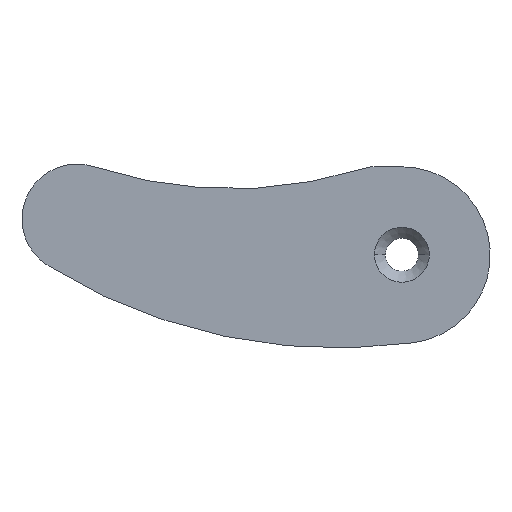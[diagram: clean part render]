
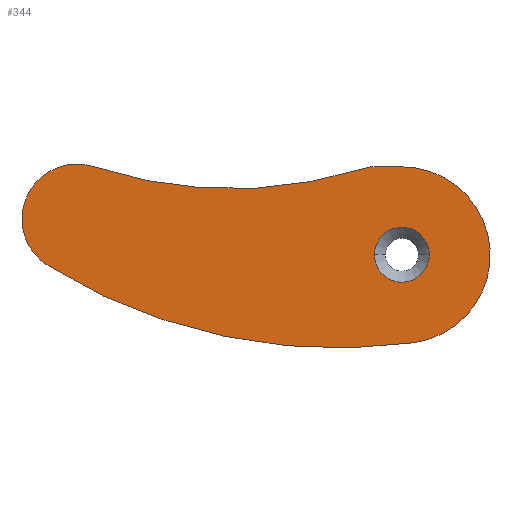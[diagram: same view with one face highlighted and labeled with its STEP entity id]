
A CAD part, front view. The second image highlights one B-rep face of the part: STEP entity #344.
In plain terms, the highlighted planar face has unit normal (0, -1, 0).
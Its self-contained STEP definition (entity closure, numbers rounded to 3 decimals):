
#61=CARTESIAN_POINT('Vertex',(0.,-3.,8.)) ;
#66=CARTESIAN_POINT('Axis2P3D Location',(0.,-3.,-0.04)) ;
#70=CARTESIAN_POINT('Vertex',(1.125,-3.,-8.)) ;
#97=CARTESIAN_POINT('Axis2P3D Location',(-5.87,-3.,41.508)) ;
#101=CARTESIAN_POINT('Vertex',(-32.195,-3.,-1.)) ;
#128=CARTESIAN_POINT('Axis2P3D Location',(-29.563,-3.,3.25)) ;
#132=CARTESIAN_POINT('Vertex',(-28.,-3.,8.)) ;
#163=CARTESIAN_POINT('Vertex',(-3.433,-3.,7.86)) ;
#173=CARTESIAN_POINT('Axis2P3D Location',(-15.5,-3.,45.997)) ;
#194=CARTESIAN_POINT('Vertex',(-2.528,-3.,8.)) ;
#199=CARTESIAN_POINT('Line Origine',(-1.264,-3.,8.)) ;
#258=CARTESIAN_POINT('Axis2P3D Location',(-2.528,-3.,5.)) ;
#313=CARTESIAN_POINT('Axis2P3D Location',(0.,-3.,0.)) ;
#326=CARTESIAN_POINT('Axis2P3D Location',(0.,-3.,0.)) ;
#330=CARTESIAN_POINT('Vertex',(2.5,-3.,0.)) ;
#332=CARTESIAN_POINT('Vertex',(-2.5,-3.,0.)) ;
#335=CARTESIAN_POINT('Axis2P3D Location',(0.,-3.,0.)) ;
#67=DIRECTION('Axis2P3D Direction',(0.,1.,0.)) ;
#98=DIRECTION('Axis2P3D Direction',(0.,1.,0.)) ;
#129=DIRECTION('Axis2P3D Direction',(0.,1.,0.)) ;
#174=DIRECTION('Axis2P3D Direction',(0.,1.,0.)) ;
#200=DIRECTION('Vector Direction',(-1.,0.,0.)) ;
#259=DIRECTION('Axis2P3D Direction',(0.,-1.,0.)) ;
#314=DIRECTION('Axis2P3D Direction',(0.,1.,0.)) ;
#315=DIRECTION('Axis2P3D XDirection',(-1.,0.,0.)) ;
#327=DIRECTION('Axis2P3D Direction',(0.,1.,0.)) ;
#336=DIRECTION('Axis2P3D Direction',(0.,1.,0.)) ;
#68=AXIS2_PLACEMENT_3D('Circle Axis2P3D',#66,#67,$) ;
#99=AXIS2_PLACEMENT_3D('Circle Axis2P3D',#97,#98,$) ;
#130=AXIS2_PLACEMENT_3D('Circle Axis2P3D',#128,#129,$) ;
#175=AXIS2_PLACEMENT_3D('Circle Axis2P3D',#173,#174,$) ;
#260=AXIS2_PLACEMENT_3D('Circle Axis2P3D',#258,#259,$) ;
#316=AXIS2_PLACEMENT_3D('Plane Axis2P3D',#313,#314,#315) ;
#328=AXIS2_PLACEMENT_3D('Circle Axis2P3D',#326,#327,$) ;
#337=AXIS2_PLACEMENT_3D('Circle Axis2P3D',#335,#336,$) ;
#319=ORIENTED_EDGE('',*,*,#262,.F.) ;
#320=ORIENTED_EDGE('',*,*,#177,.F.) ;
#321=ORIENTED_EDGE('',*,*,#134,.F.) ;
#322=ORIENTED_EDGE('',*,*,#103,.F.) ;
#323=ORIENTED_EDGE('',*,*,#72,.F.) ;
#324=ORIENTED_EDGE('',*,*,#203,.F.) ;
#341=ORIENTED_EDGE('',*,*,#334,.T.) ;
#342=ORIENTED_EDGE('',*,*,#339,.T.) ;
#343=FACE_BOUND('',#340,.T.) ;
#201=VECTOR('Line Direction',#200,1.) ;
#344=ADVANCED_FACE('Corps principal',(#325,#343),#317,.F.) ;
#69=CIRCLE('generated circle',#68,8.04) ;
#100=CIRCLE('generated circle',#99,50.) ;
#131=CIRCLE('generated circle',#130,5.) ;
#176=CIRCLE('generated circle',#175,40.) ;
#261=CIRCLE('generated circle',#260,3.) ;
#329=CIRCLE('generated circle',#328,2.5) ;
#338=CIRCLE('generated circle',#337,2.5) ;
#72=EDGE_CURVE('',#62,#71,#69,.T.) ;
#103=EDGE_CURVE('',#71,#102,#100,.T.) ;
#134=EDGE_CURVE('',#102,#133,#131,.T.) ;
#177=EDGE_CURVE('',#133,#164,#176,.F.) ;
#203=EDGE_CURVE('',#195,#62,#202,.F.) ;
#262=EDGE_CURVE('',#164,#195,#261,.F.) ;
#334=EDGE_CURVE('',#331,#333,#329,.T.) ;
#339=EDGE_CURVE('',#333,#331,#338,.T.) ;
#318=EDGE_LOOP('',(#319,#320,#321,#322,#323,#324)) ;
#340=EDGE_LOOP('',(#341,#342)) ;
#325=FACE_OUTER_BOUND('',#318,.T.) ;
#202=LINE('Line',#199,#201) ;
#317=PLANE('',#316) ;
#62=VERTEX_POINT('',#61) ;
#71=VERTEX_POINT('',#70) ;
#102=VERTEX_POINT('',#101) ;
#133=VERTEX_POINT('',#132) ;
#164=VERTEX_POINT('',#163) ;
#195=VERTEX_POINT('',#194) ;
#331=VERTEX_POINT('',#330) ;
#333=VERTEX_POINT('',#332) ;
